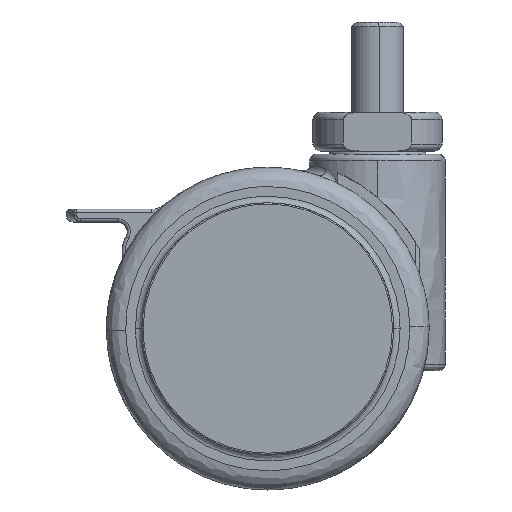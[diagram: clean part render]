
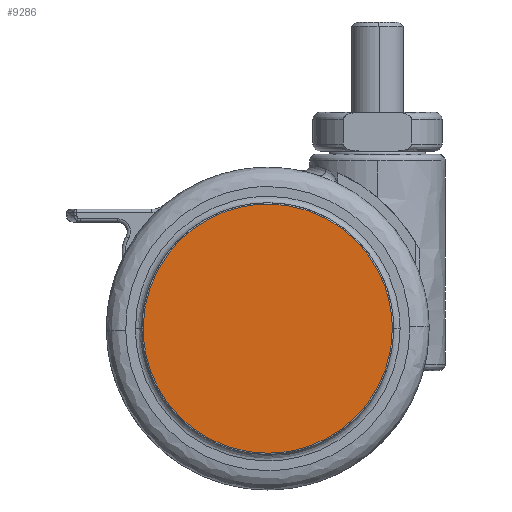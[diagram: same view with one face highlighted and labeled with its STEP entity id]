
A CAD part, front view. The second image highlights one B-rep face of the part: STEP entity #9286.
In plain terms, the highlighted free-form (B-spline) face has degree [1, 1] with [2, 2] control points.
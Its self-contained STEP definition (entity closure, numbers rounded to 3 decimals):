
#9148=CARTESIAN_POINT('',(-19.3,-21.6,0.));
#9149=VERTEX_POINT('',#9148);
#9163=CARTESIAN_POINT('',(0.0,-21.6,19.3));
#9164=VERTEX_POINT('',#9163);
#9165=CARTESIAN_POINT('',(-19.3,-21.6,0.));
#9166=CARTESIAN_POINT('',(-19.3,-21.6,19.3));
#9167=CARTESIAN_POINT('',(0.0,-21.6,19.3));
#9175=(BOUNDED_CURVE()B_SPLINE_CURVE(2,(#9165,#9166,#9167),.UNSPECIFIED.,.F.,.U.)B_SPLINE_CURVE_WITH_KNOTS((3,3),(0.75,1.0),.UNSPECIFIED.)CURVE()GEOMETRIC_REPRESENTATION_ITEM()RATIONAL_B_SPLINE_CURVE((1.0,0.707,1.0))REPRESENTATION_ITEM(''));
#9176=EDGE_CURVE('',#9149,#9164,#9175,.T.);
#9178=CARTESIAN_POINT('',(19.3,-21.6,0.));
#9179=VERTEX_POINT('',#9178);
#9180=CARTESIAN_POINT('',(0.0,-21.6,19.3));
#9181=CARTESIAN_POINT('',(19.3,-21.6,19.3));
#9182=CARTESIAN_POINT('',(19.3,-21.6,0.));
#9190=(BOUNDED_CURVE()B_SPLINE_CURVE(2,(#9180,#9181,#9182),.UNSPECIFIED.,.F.,.U.)B_SPLINE_CURVE_WITH_KNOTS((3,3),(0.0,0.25),.UNSPECIFIED.)CURVE()GEOMETRIC_REPRESENTATION_ITEM()RATIONAL_B_SPLINE_CURVE((1.0,0.707,1.0))REPRESENTATION_ITEM(''));
#9191=EDGE_CURVE('',#9164,#9179,#9190,.T.);
#9243=CARTESIAN_POINT('',(0.0,-21.6,-19.3));
#9244=VERTEX_POINT('',#9243);
#9245=CARTESIAN_POINT('',(19.3,-21.6,0.));
#9246=CARTESIAN_POINT('',(19.3,-21.6,-19.3));
#9247=CARTESIAN_POINT('',(0.0,-21.6,-19.3));
#9255=(BOUNDED_CURVE()B_SPLINE_CURVE(2,(#9245,#9246,#9247),.UNSPECIFIED.,.F.,.U.)B_SPLINE_CURVE_WITH_KNOTS((3,3),(0.25,0.5),.UNSPECIFIED.)CURVE()GEOMETRIC_REPRESENTATION_ITEM()RATIONAL_B_SPLINE_CURVE((1.0,0.707,1.0))REPRESENTATION_ITEM(''));
#9256=EDGE_CURVE('',#9179,#9244,#9255,.T.);
#9258=CARTESIAN_POINT('',(0.0,-21.6,-19.3));
#9259=CARTESIAN_POINT('',(-19.3,-21.6,-19.3));
#9260=CARTESIAN_POINT('',(-19.3,-21.6,0.));
#9268=(BOUNDED_CURVE()B_SPLINE_CURVE(2,(#9258,#9259,#9260),.UNSPECIFIED.,.F.,.U.)B_SPLINE_CURVE_WITH_KNOTS((3,3),(0.5,0.75),.UNSPECIFIED.)CURVE()GEOMETRIC_REPRESENTATION_ITEM()RATIONAL_B_SPLINE_CURVE((1.0,0.707,1.0))REPRESENTATION_ITEM(''));
#9269=EDGE_CURVE('',#9244,#9149,#9268,.T.);
#9275=CARTESIAN_POINT('',(-21.228,-21.6,-21.228));
#9276=CARTESIAN_POINT('',(-21.228,-21.6,21.228));
#9277=CARTESIAN_POINT('',(21.228,-21.6,-21.228));
#9278=CARTESIAN_POINT('',(21.228,-21.6,21.228));
#9279=B_SPLINE_SURFACE_WITH_KNOTS('',1,1,((#9275,#9277),(#9276,#9278)),.UNSPECIFIED.,.F.,.F.,.U.,(2,2),(2,2),(0.0,42.456),(0.0,42.456),.UNSPECIFIED.);
#9280=ORIENTED_EDGE('',*,*,#9176,.F.);
#9281=ORIENTED_EDGE('',*,*,#9269,.F.);
#9282=ORIENTED_EDGE('',*,*,#9256,.F.);
#9283=ORIENTED_EDGE('',*,*,#9191,.F.);
#9284=EDGE_LOOP('',(#9280,#9281,#9282,#9283));
#9285=FACE_OUTER_BOUND('',#9284,.T.);
#9286=ADVANCED_FACE('',(#9285),#9279,.F.);
